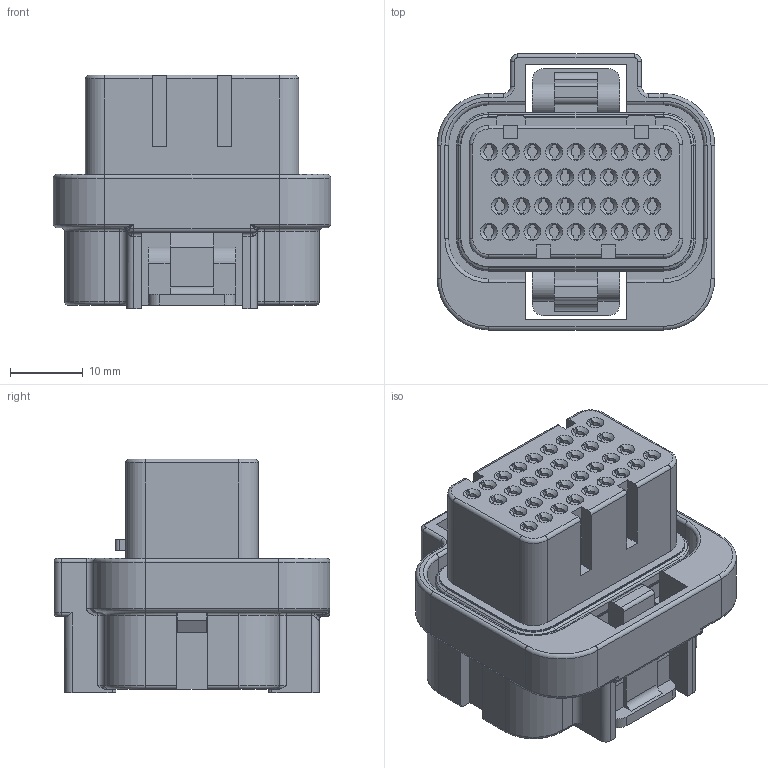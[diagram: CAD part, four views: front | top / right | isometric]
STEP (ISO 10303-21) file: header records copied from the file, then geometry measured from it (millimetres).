
FILE_DESCRIPTION((''),'2;1');
FILE_NAME('C-3-1437290-9','2018-10-16T',('workeradm'),('TE Connectivity Ltd.'),'CREO PARAMETRIC BY PTC INC, 2016050','CREO PARAMETRIC BY PTC INC, 2016050','');
FILE_SCHEMA(('AUTOMOTIVE_DESIGN { 1 0 10303 214 1 1 1 1 }'));
Length unit declared in the file: millimetre
Products named in the file (1): C-3-1437290-9
Bounding box: 38.2 x 38 x 32.15 mm (x, y, z)
Volume: 23341.2 mm3; surface area: 9282.7 mm2
Topology: 1 solids, 1 shells, 886 faces, 2291 edges, 1472 vertices
Faces by surface type: plane 386, cylinder 352, cone 76, torus 58, bspline 14
Entity records: 28250 total; most frequent: CARTESIAN_POINT 6104, DIRECTION 4781, ORIENTED_EDGE 4582, EDGE_CURVE 2291, AXIS2_PLACEMENT_3D 1786, VERTEX_POINT 1472, VECTOR 1209, LINE 1209
